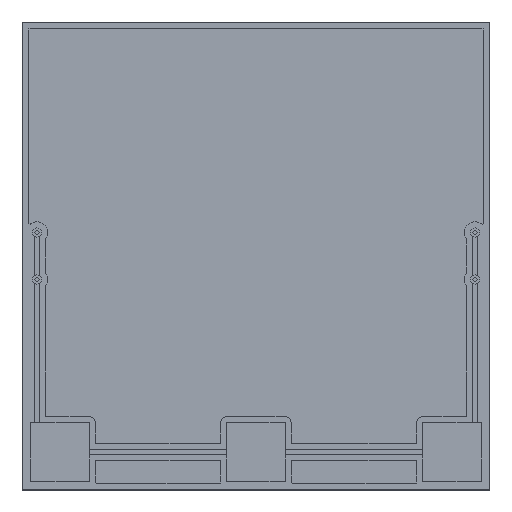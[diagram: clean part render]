
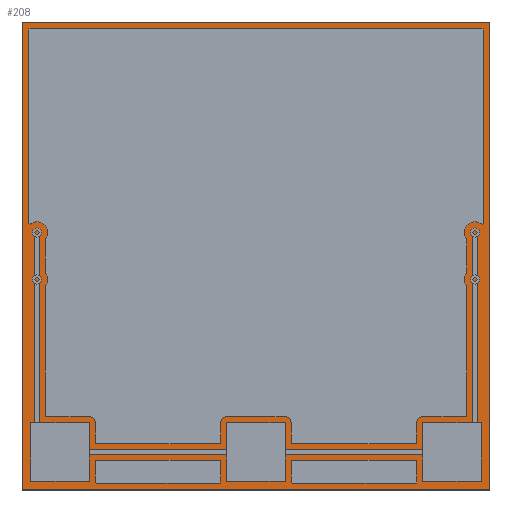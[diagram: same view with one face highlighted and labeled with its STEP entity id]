
A CAD part, top view. The second image highlights one B-rep face of the part: STEP entity #208.
In plain terms, the highlighted planar face has unit normal (0, 0, 1).
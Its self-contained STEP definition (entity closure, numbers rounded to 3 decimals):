
#89 = VERTEX_POINT('',#90);
#90 = CARTESIAN_POINT('',(110.,-100.,0.));
#107 = VERTEX_POINT('',#108);
#108 = CARTESIAN_POINT('',(110.,-60.,0.));
#114 = EDGE_CURVE('',#89,#107,#115,.T.);
#115 = LINE('',#116,#117);
#116 = CARTESIAN_POINT('',(110.,-100.,0.));
#117 = VECTOR('',#118,1.);
#118 = DIRECTION('',(0.,1.,0.));
#138 = VERTEX_POINT('',#139);
#139 = CARTESIAN_POINT('',(150.,-60.,0.));
#145 = EDGE_CURVE('',#107,#138,#146,.T.);
#146 = LINE('',#147,#148);
#147 = CARTESIAN_POINT('',(110.,-60.,0.));
#148 = VECTOR('',#149,1.);
#149 = DIRECTION('',(1.,0.,0.));
#169 = VERTEX_POINT('',#170);
#170 = CARTESIAN_POINT('',(150.,-100.,0.));
#176 = EDGE_CURVE('',#138,#169,#177,.T.);
#177 = LINE('',#178,#179);
#178 = CARTESIAN_POINT('',(150.,-60.,0.));
#179 = VECTOR('',#180,1.);
#180 = DIRECTION('',(0.,-1.,0.));
#198 = EDGE_CURVE('',#169,#89,#199,.T.);
#199 = LINE('',#200,#201);
#200 = CARTESIAN_POINT('',(150.,-100.,0.));
#201 = VECTOR('',#202,1.);
#202 = DIRECTION('',(-1.,0.,0.));
#208 = ADVANCED_FACE('',(#209),#215,.F.);
#209 = FACE_BOUND('',#210,.F.);
#210 = EDGE_LOOP('',(#211,#212,#213,#214));
#211 = ORIENTED_EDGE('',*,*,#114,.T.);
#212 = ORIENTED_EDGE('',*,*,#145,.T.);
#213 = ORIENTED_EDGE('',*,*,#176,.T.);
#214 = ORIENTED_EDGE('',*,*,#198,.T.);
#215 = PLANE('',#216);
#216 = AXIS2_PLACEMENT_3D('',#217,#218,#219);
#217 = CARTESIAN_POINT('',(130.,-80.,0.));
#218 = DIRECTION('',(-0.,-0.,-1.));
#219 = DIRECTION('',(-1.,0.,0.));
